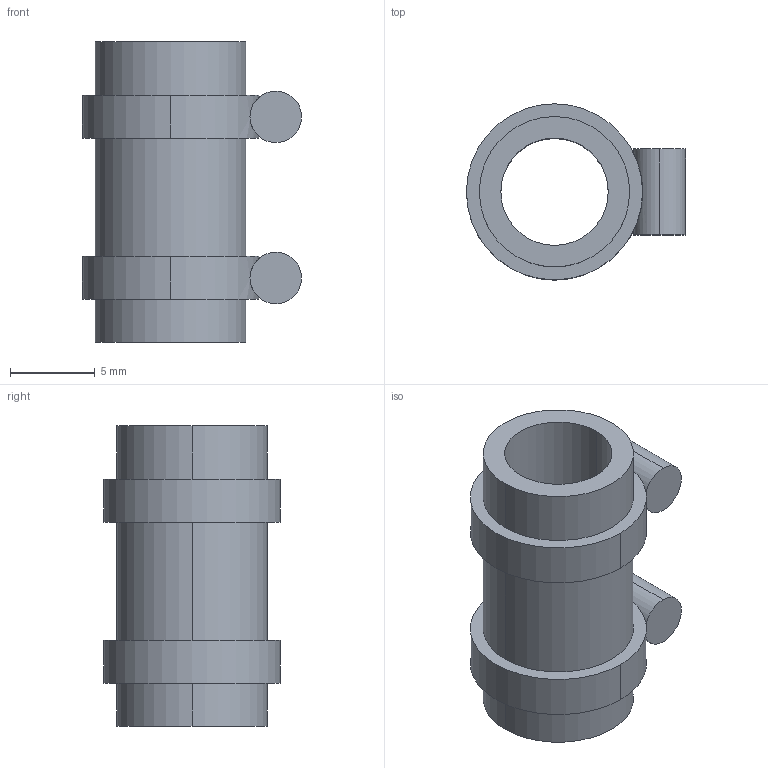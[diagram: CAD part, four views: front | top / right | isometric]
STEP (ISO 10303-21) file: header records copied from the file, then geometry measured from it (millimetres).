
FILE_DESCRIPTION(('produced by SPATIAL CORP'),'2;1');
FILE_NAME('hose_end.prt.hh.sat.stp' ,'2002-04-19T13:37:26+00:00',('SPATIAL CORP'),('SPATIAL CORP'), 'ACIS STEP Husk','http://www.spatial.com','SPATIAL CORP');
FILE_SCHEMA(('CONFIG_CONTROL_DESIGN'));
Length unit declared in the file: millimetre
Products named in the file (1): PRODUCT_ID_1
Bounding box: 12.95 x 10.41 x 17.78 mm (x, y, z)
Volume: 727.8 mm3; surface area: 1120.3 mm2
Topology: 1 solids, 1 shells, 26 faces, 52 edges, 36 vertices
Faces by surface type: cylinder 16, plane 10
Entity records: 861 total; most frequent: CARTESIAN_POINT 198, DIRECTION 132, ORIENTED_EDGE 104, AXIS2_PLACEMENT_3D 58, EDGE_CURVE 52, VERTEX_POINT 36, EDGE_LOOP 36, FACE_BOUND 36
